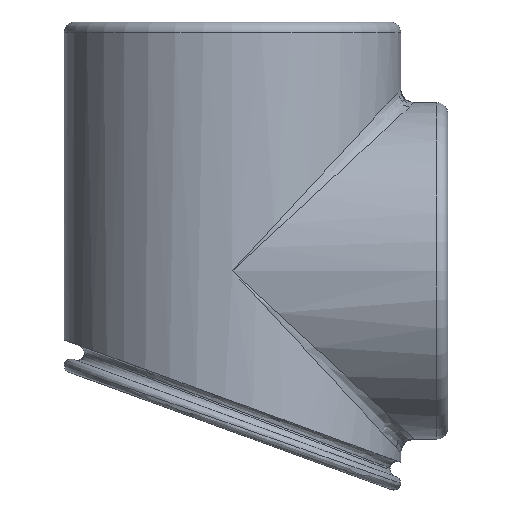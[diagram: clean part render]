
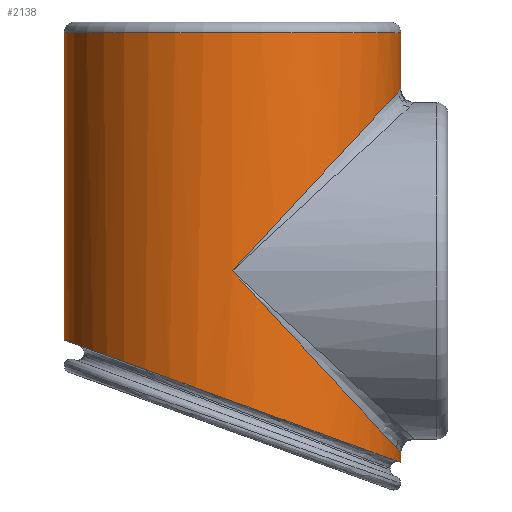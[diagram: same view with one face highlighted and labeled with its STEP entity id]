
A CAD part, front view. The second image highlights one B-rep face of the part: STEP entity #2138.
In plain terms, the highlighted cylindrical face has radius 6.25 mm (diameter 12.5 mm), a partial arc.
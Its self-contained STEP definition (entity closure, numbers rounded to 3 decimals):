
#66 = CARTESIAN_POINT ( 'NONE',  ( 3.661, -6.25, -4.454 ) ) ;
#131 = EDGE_CURVE ( 'NONE', #5026, #203, #2628, .T. ) ;
#203 = VERTEX_POINT ( 'NONE', #4706 ) ;
#219 = EDGE_CURVE ( 'NONE', #4504, #5026, #5065, .T. ) ;
#406 = CARTESIAN_POINT ( 'NONE',  ( 6.25, 0., 8.75 ) ) ;
#502 =( BOUNDED_CURVE ( )  B_SPLINE_CURVE ( 3, ( #2526, #717, #6087, #4365 ),
 .UNSPECIFIED., .F., .T. ) 
 B_SPLINE_CURVE_WITH_KNOTS ( ( 4, 4 ),
 ( 0., 3.142 ),
 .UNSPECIFIED. ) 
 CURVE ( )  GEOMETRIC_REPRESENTATION_ITEM ( )  RATIONAL_B_SPLINE_CURVE ( ( 1., 0.333, 0.333, 1. ) ) 
 REPRESENTATION_ITEM ( '' )  );
#516 = DIRECTION ( 'NONE',  ( -1., 0., 0. ) ) ;
#642 = DIRECTION ( 'NONE',  ( 0., 0., -1. ) ) ;
#670 = LINE ( 'NONE', #6909, #1078 ) ;
#700 = CIRCLE ( 'NONE', #4950, 6.25 ) ;
#717 = CARTESIAN_POINT ( 'NONE',  ( 6.25, -12.5, -7.618 ) ) ;
#822 = CARTESIAN_POINT ( 'NONE',  ( -6.25, 0., 8.75 ) ) ;
#1078 = VECTOR ( 'NONE', #1623, 1000. ) ;
#1143 = CARTESIAN_POINT ( 'NONE',  ( -6.25, 0., 8.35 ) ) ;
#1149 = CARTESIAN_POINT ( 'NONE',  ( 0., -6.25, -0.5 ) ) ;
#1319 = EDGE_CURVE ( 'NONE', #4193, #7728, #502, .T. ) ;
#1332 = CARTESIAN_POINT ( 'NONE',  ( 3.661, -6.25, 3.454 ) ) ;
#1568 = DIRECTION ( 'NONE',  ( 0., 0., -1. ) ) ;
#1623 = DIRECTION ( 'NONE',  ( 0., 0., -1. ) ) ;
#1673 = FACE_OUTER_BOUND ( 'NONE', #3416, .T. ) ;
#1743 = AXIS2_PLACEMENT_3D ( 'NONE', #7677, #642, #516 ) ;
#1899 = EDGE_CURVE ( 'NONE', #4504, #4193, #6263, .T. ) ;
#1920 = CARTESIAN_POINT ( 'NONE',  ( 6.25, 0., 6.25 ) ) ;
#1936 = EDGE_CURVE ( 'NONE', #4966, #4511, #700, .T. ) ;
#2138 = ADVANCED_FACE ( 'NONE', ( #1673 ), #6013, .T. ) ;
#2157 = LINE ( 'NONE', #822, #2221 ) ;
#2221 = VECTOR ( 'NONE', #3906, 1000. ) ;
#2526 = CARTESIAN_POINT ( 'NONE',  ( 6.25, 0., -7.618 ) ) ;
#2628 =( BOUNDED_CURVE ( )  B_SPLINE_CURVE ( 3, ( #3555, #1332, #3135, #1920 ),
 .UNSPECIFIED., .F., .T. ) 
 B_SPLINE_CURVE_WITH_KNOTS ( ( 4, 4 ),
 ( 1.571, 3.142 ),
 .UNSPECIFIED. ) 
 CURVE ( )  GEOMETRIC_REPRESENTATION_ITEM ( )  RATIONAL_B_SPLINE_CURVE ( ( 1., 0.805, 0.805, 1. ) ) 
 REPRESENTATION_ITEM ( '' )  );
#2817 = CARTESIAN_POINT ( 'NONE',  ( 0., -6.25, -0.5 ) ) ;
#2829 = CARTESIAN_POINT ( 'NONE',  ( 6.25, 0., -7.25 ) ) ;
#3135 = CARTESIAN_POINT ( 'NONE',  ( 6.25, -3.661, 6.25 ) ) ;
#3416 = EDGE_LOOP ( 'NONE', ( #6980, #7000, #5616, #6319, #3572, #4570, #6034 ) ) ;
#3437 = DIRECTION ( 'NONE',  ( 1., 0., 0. ) ) ;
#3555 = CARTESIAN_POINT ( 'NONE',  ( 0., -6.25, -0.5 ) ) ;
#3572 = ORIENTED_EDGE ( 'NONE', *, *, #1899, .F. ) ;
#3906 = DIRECTION ( 'NONE',  ( 0., 0., -1. ) ) ;
#4193 = VERTEX_POINT ( 'NONE', #6289 ) ;
#4238 = CARTESIAN_POINT ( 'NONE',  ( 6.25, 0., -7.25 ) ) ;
#4365 = CARTESIAN_POINT ( 'NONE',  ( -6.25, 0., -3.068 ) ) ;
#4464 = CARTESIAN_POINT ( 'NONE',  ( 6.25, 0., 8.35 ) ) ;
#4504 = VERTEX_POINT ( 'NONE', #2829 ) ;
#4511 = VERTEX_POINT ( 'NONE', #1143 ) ;
#4570 = ORIENTED_EDGE ( 'NONE', *, *, #219, .T. ) ;
#4706 = CARTESIAN_POINT ( 'NONE',  ( 6.25, 0., 6.25 ) ) ;
#4800 = EDGE_CURVE ( 'NONE', #4511, #7728, #2157, .T. ) ;
#4950 = AXIS2_PLACEMENT_3D ( 'NONE', #6300, #1568, #3437 ) ;
#4966 = VERTEX_POINT ( 'NONE', #4464 ) ;
#5026 = VERTEX_POINT ( 'NONE', #2817 ) ;
#5065 =( BOUNDED_CURVE ( )  B_SPLINE_CURVE ( 3, ( #4238, #5452, #66, #1149 ),
 .UNSPECIFIED., .F., .T. ) 
 B_SPLINE_CURVE_WITH_KNOTS ( ( 4, 4 ),
 ( 3.142, 4.712 ),
 .UNSPECIFIED. ) 
 CURVE ( )  GEOMETRIC_REPRESENTATION_ITEM ( )  RATIONAL_B_SPLINE_CURVE ( ( 1., 0.805, 0.805, 1. ) ) 
 REPRESENTATION_ITEM ( '' )  );
#5202 = DIRECTION ( 'NONE',  ( 0., 0., -1. ) ) ;
#5452 = CARTESIAN_POINT ( 'NONE',  ( 6.25, -3.661, -7.25 ) ) ;
#5616 = ORIENTED_EDGE ( 'NONE', *, *, #4800, .T. ) ;
#5714 = VECTOR ( 'NONE', #5202, 1000. ) ;
#5865 = CARTESIAN_POINT ( 'NONE',  ( -6.25, 0., -3.068 ) ) ;
#6013 = CYLINDRICAL_SURFACE ( 'NONE', #1743, 6.25 ) ;
#6034 = ORIENTED_EDGE ( 'NONE', *, *, #131, .T. ) ;
#6087 = CARTESIAN_POINT ( 'NONE',  ( -6.25, -12.5, -3.068 ) ) ;
#6263 = LINE ( 'NONE', #406, #5714 ) ;
#6289 = CARTESIAN_POINT ( 'NONE',  ( 6.25, 0., -7.618 ) ) ;
#6300 = CARTESIAN_POINT ( 'NONE',  ( 0., 0., 8.35 ) ) ;
#6319 = ORIENTED_EDGE ( 'NONE', *, *, #1319, .F. ) ;
#6736 = EDGE_CURVE ( 'NONE', #4966, #203, #670, .T. ) ;
#6909 = CARTESIAN_POINT ( 'NONE',  ( 6.25, 0., 8.75 ) ) ;
#6980 = ORIENTED_EDGE ( 'NONE', *, *, #6736, .F. ) ;
#7000 = ORIENTED_EDGE ( 'NONE', *, *, #1936, .T. ) ;
#7677 = CARTESIAN_POINT ( 'NONE',  ( 0., 0., 8.75 ) ) ;
#7728 = VERTEX_POINT ( 'NONE', #5865 ) ;
